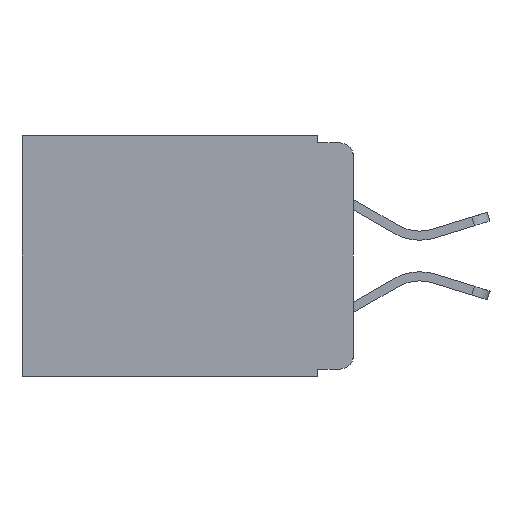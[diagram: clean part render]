
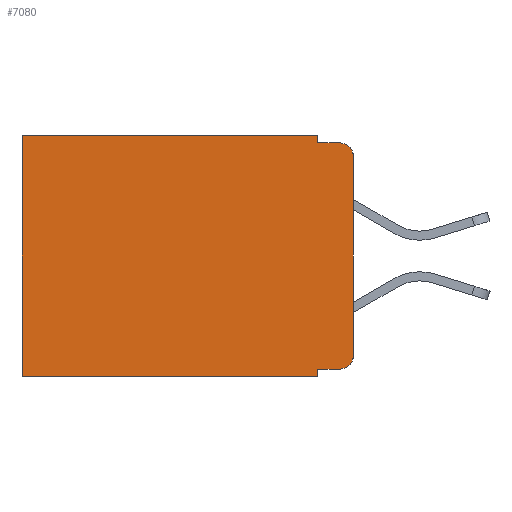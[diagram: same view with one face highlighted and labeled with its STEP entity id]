
A CAD part, left-side view. The second image highlights one B-rep face of the part: STEP entity #7080.
In plain terms, the highlighted planar face has unit normal (-1, 0, 0).
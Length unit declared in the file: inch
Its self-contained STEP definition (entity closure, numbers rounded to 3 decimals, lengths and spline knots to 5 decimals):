
#141 = CARTESIAN_POINT ( 'NONE',  ( 0.298, 0., 0. ) ) ;
#220 = CARTESIAN_POINT ( 'NONE',  ( 0.298, 0.02, -0.01 ) ) ;
#296 = DIRECTION ( 'NONE',  ( 0., 1., 0. ) ) ;
#626 = LINE ( 'NONE', #12729, #12392 ) ;
#816 = DIRECTION ( 'NONE',  ( 0., 0., -1. ) ) ;
#1489 = CARTESIAN_POINT ( 'NONE',  ( 0.298, 0.051, 0. ) ) ;
#1499 = DIRECTION ( 'NONE',  ( 0., -1., 0. ) ) ;
#1708 = DIRECTION ( 'NONE',  ( 0., 0., -1. ) ) ;
#1721 = DIRECTION ( 'NONE',  ( 0., 1., 0. ) ) ;
#1954 = VECTOR ( 'NONE', #6728, 39.37008 ) ;
#2049 = ORIENTED_EDGE ( 'NONE', *, *, #6548, .F. ) ;
#2120 = CARTESIAN_POINT ( 'NONE',  ( 0.298, 0.051, -0.01 ) ) ;
#2144 = ORIENTED_EDGE ( 'NONE', *, *, #7680, .T. ) ;
#2213 = VERTEX_POINT ( 'NONE', #9994 ) ;
#2678 = EDGE_CURVE ( 'NONE', #9956, #7381, #6529, .T. ) ;
#2724 = CARTESIAN_POINT ( 'NONE',  ( 0.298, 0., -0.343 ) ) ;
#2741 = EDGE_CURVE ( 'NONE', #5214, #12196, #3681, .T. ) ;
#3007 = ORIENTED_EDGE ( 'NONE', *, *, #2678, .T. ) ;
#3080 = DIRECTION ( 'NONE',  ( -1., 0., 0. ) ) ;
#3140 = ORIENTED_EDGE ( 'NONE', *, *, #11698, .F. ) ;
#3164 = LINE ( 'NONE', #10964, #10035 ) ;
#3239 = EDGE_CURVE ( 'NONE', #12687, #8324, #10123, .T. ) ;
#3333 = DIRECTION ( 'NONE',  ( 0., 0., -1. ) ) ;
#3681 = LINE ( 'NONE', #9186, #1954 ) ;
#3755 = CARTESIAN_POINT ( 'NONE',  ( 0.298, 0.473, -0.343 ) ) ;
#4540 = AXIS2_PLACEMENT_3D ( 'NONE', #8589, #6273, #816 ) ;
#4576 = LINE ( 'NONE', #5958, #10313 ) ;
#4678 = EDGE_CURVE ( 'NONE', #13971, #2213, #3164, .T. ) ;
#5163 = CARTESIAN_POINT ( 'NONE',  ( 0.298, 0.473, 0. ) ) ;
#5214 = VERTEX_POINT ( 'NONE', #5163 ) ;
#5493 = EDGE_LOOP ( 'NONE', ( #2049, #8325, #13658, #10038, #2144, #9273, #3140, #12147, #5711, #3007 ) ) ;
#5610 = CARTESIAN_POINT ( 'NONE',  ( 0.298, 0.051, 0. ) ) ;
#5634 = EDGE_CURVE ( 'NONE', #2213, #13305, #12080, .T. ) ;
#5711 = ORIENTED_EDGE ( 'NONE', *, *, #6475, .T. ) ;
#5856 = DIRECTION ( 'NONE',  ( 0., 0., -1. ) ) ;
#5958 = CARTESIAN_POINT ( 'NONE',  ( 0.298, 0., 0. ) ) ;
#6273 = DIRECTION ( 'NONE',  ( 1., 0., 0. ) ) ;
#6475 = EDGE_CURVE ( 'NONE', #12687, #9956, #626, .T. ) ;
#6490 = AXIS2_PLACEMENT_3D ( 'NONE', #8328, #11591, #1708 ) ;
#6529 = CIRCLE ( 'NONE', #9754, 0.02 ) ;
#6548 = EDGE_CURVE ( 'NONE', #8875, #7381, #4576, .T. ) ;
#6728 = DIRECTION ( 'NONE',  ( 0., 0., -1. ) ) ;
#6757 = DIRECTION ( 'NONE',  ( 0., 0., -1. ) ) ;
#7080 = ADVANCED_FACE ( 'NONE', ( #14064 ), #7279, .F. ) ;
#7279 = PLANE ( 'NONE',  #4540 ) ;
#7381 = VERTEX_POINT ( 'NONE', #11384 ) ;
#7443 = DIRECTION ( 'NONE',  ( 0., 0., -1. ) ) ;
#7680 = EDGE_CURVE ( 'NONE', #13971, #5214, #8970, .T. ) ;
#8234 = VECTOR ( 'NONE', #12220, 39.37008 ) ;
#8324 = VERTEX_POINT ( 'NONE', #12854 ) ;
#8325 = ORIENTED_EDGE ( 'NONE', *, *, #12131, .T. ) ;
#8328 = CARTESIAN_POINT ( 'NONE',  ( 0.298, 0.02, -0.03 ) ) ;
#8589 = CARTESIAN_POINT ( 'NONE',  ( 0.298, 0., 0. ) ) ;
#8875 = VERTEX_POINT ( 'NONE', #9707 ) ;
#8970 = LINE ( 'NONE', #141, #11747 ) ;
#9186 = CARTESIAN_POINT ( 'NONE',  ( 0.298, 0.473, 0. ) ) ;
#9273 = ORIENTED_EDGE ( 'NONE', *, *, #2741, .T. ) ;
#9707 = CARTESIAN_POINT ( 'NONE',  ( 0.298, 0., -0.03 ) ) ;
#9754 = AXIS2_PLACEMENT_3D ( 'NONE', #14177, #3080, #3333 ) ;
#9956 = VERTEX_POINT ( 'NONE', #12482 ) ;
#9994 = CARTESIAN_POINT ( 'NONE',  ( 0.298, 0.051, -0.01 ) ) ;
#10035 = VECTOR ( 'NONE', #7443, 39.37008 ) ;
#10038 = ORIENTED_EDGE ( 'NONE', *, *, #4678, .F. ) ;
#10123 = LINE ( 'NONE', #1489, #12794 ) ;
#10313 = VECTOR ( 'NONE', #6757, 39.37008 ) ;
#10649 = CIRCLE ( 'NONE', #6490, 0.02 ) ;
#10664 = LINE ( 'NONE', #2724, #11084 ) ;
#10964 = CARTESIAN_POINT ( 'NONE',  ( 0.298, 0.051, 0. ) ) ;
#11084 = VECTOR ( 'NONE', #1721, 39.37008 ) ;
#11384 = CARTESIAN_POINT ( 'NONE',  ( 0.298, 0., -0.313 ) ) ;
#11591 = DIRECTION ( 'NONE',  ( -1., 0., 0. ) ) ;
#11698 = EDGE_CURVE ( 'NONE', #8324, #12196, #10664, .T. ) ;
#11747 = VECTOR ( 'NONE', #296, 39.37008 ) ;
#12006 = CARTESIAN_POINT ( 'NONE',  ( 0.298, 0.051, -0.333 ) ) ;
#12080 = LINE ( 'NONE', #2120, #8234 ) ;
#12131 = EDGE_CURVE ( 'NONE', #8875, #13305, #10649, .T. ) ;
#12147 = ORIENTED_EDGE ( 'NONE', *, *, #3239, .F. ) ;
#12196 = VERTEX_POINT ( 'NONE', #3755 ) ;
#12220 = DIRECTION ( 'NONE',  ( 0., -1., 0. ) ) ;
#12392 = VECTOR ( 'NONE', #1499, 39.37008 ) ;
#12482 = CARTESIAN_POINT ( 'NONE',  ( 0.298, 0.02, -0.333 ) ) ;
#12687 = VERTEX_POINT ( 'NONE', #12006 ) ;
#12729 = CARTESIAN_POINT ( 'NONE',  ( 0.298, 0.051, -0.333 ) ) ;
#12794 = VECTOR ( 'NONE', #5856, 39.37008 ) ;
#12854 = CARTESIAN_POINT ( 'NONE',  ( 0.298, 0.051, -0.343 ) ) ;
#13305 = VERTEX_POINT ( 'NONE', #220 ) ;
#13658 = ORIENTED_EDGE ( 'NONE', *, *, #5634, .F. ) ;
#13971 = VERTEX_POINT ( 'NONE', #5610 ) ;
#14064 = FACE_OUTER_BOUND ( 'NONE', #5493, .T. ) ;
#14177 = CARTESIAN_POINT ( 'NONE',  ( 0.298, 0.02, -0.313 ) ) ;
